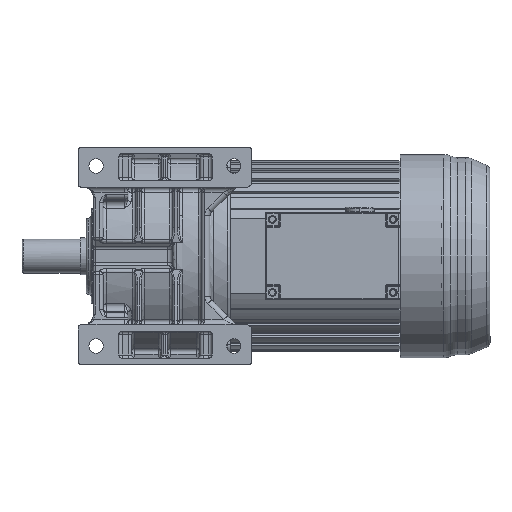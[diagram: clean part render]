
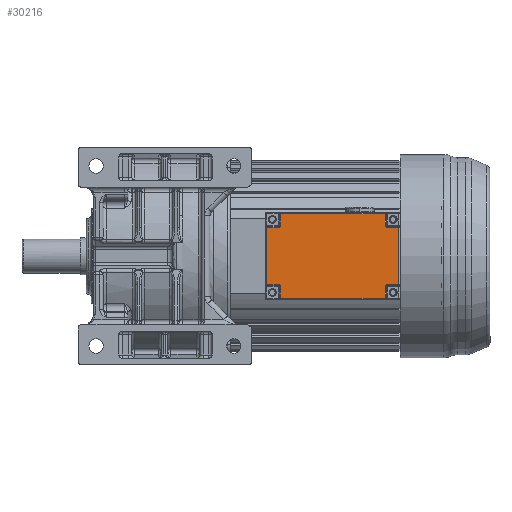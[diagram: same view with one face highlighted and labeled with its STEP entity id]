
A CAD part, top view. The second image highlights one B-rep face of the part: STEP entity #30216.
In plain terms, the highlighted face is planar.
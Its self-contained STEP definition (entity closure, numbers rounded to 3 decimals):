
#512 = ORIENTED_EDGE ( 'NONE', *, *, #57683, .T. ) ;
#1090 = VECTOR ( 'NONE', #101118, 1000. ) ;
#1271 = AXIS2_PLACEMENT_3D ( 'NONE', #103914, #14339, #50765 ) ;
#3236 = VERTEX_POINT ( 'NONE', #61852 ) ;
#3689 = CARTESIAN_POINT ( 'NONE',  ( 264., 29., -142.9 ) ) ;
#4324 = VECTOR ( 'NONE', #37763, 1000. ) ;
#4478 = CARTESIAN_POINT ( 'NONE',  ( 0., 40., -142.9 ) ) ;
#5060 = EDGE_CURVE ( 'NONE', #22884, #3236, #48105, .T. ) ;
#6935 = CARTESIAN_POINT ( 'NONE',  ( 0., 0., -142.9 ) ) ;
#7844 = DIRECTION ( 'NONE',  ( -1., 0., 0. ) ) ;
#8505 = DIRECTION ( 'NONE',  ( -1., 0., 0. ) ) ;
#9567 = CARTESIAN_POINT ( 'NONE',  ( 163., 41., -142.9 ) ) ;
#11691 = DIRECTION ( 'NONE',  ( -1., 0., 0. ) ) ;
#12273 = DIRECTION ( 'NONE',  ( 0., 1., 0. ) ) ;
#12732 = EDGE_CURVE ( 'NONE', #15727, #111484, #18464, .T. ) ;
#13962 = VERTEX_POINT ( 'NONE', #56344 ) ;
#14305 = CARTESIAN_POINT ( 'NONE',  ( 163., -28., -142.9 ) ) ;
#14339 = DIRECTION ( 'NONE',  ( 0., 0., -1. ) ) ;
#14550 = EDGE_CURVE ( 'NONE', #15727, #72534, #109949, .T. ) ;
#14893 = DIRECTION ( 'NONE',  ( 0., 1., 0. ) ) ;
#15069 = ORIENTED_EDGE ( 'NONE', *, *, #76469, .T. ) ;
#15727 = VERTEX_POINT ( 'NONE', #114082 ) ;
#16055 = VERTEX_POINT ( 'NONE', #42969 ) ;
#17902 = EDGE_CURVE ( 'NONE', #22884, #93357, #46041, .T. ) ;
#18117 = CARTESIAN_POINT ( 'NONE',  ( 150., -27., -142.9 ) ) ;
#18464 = LINE ( 'NONE', #47106, #59968 ) ;
#18642 = VERTEX_POINT ( 'NONE', #107012 ) ;
#20992 = CARTESIAN_POINT ( 'NONE',  ( 275., -28., -142.9 ) ) ;
#21203 = AXIS2_PLACEMENT_3D ( 'NONE', #49886, #112588, #11691 ) ;
#22884 = VERTEX_POINT ( 'NONE', #82648 ) ;
#23677 = FACE_OUTER_BOUND ( 'NONE', #87739, .T. ) ;
#25044 = LINE ( 'NONE', #14305, #27394 ) ;
#25461 = DIRECTION ( 'NONE',  ( 0., 0., -1. ) ) ;
#27394 = VECTOR ( 'NONE', #14893, 1000. ) ;
#28082 = DIRECTION ( 'NONE',  ( 0., 1., 0. ) ) ;
#30216 = ADVANCED_FACE ( 'NONE', ( #23677 ), #113856, .T. ) ;
#31356 = DIRECTION ( 'NONE',  ( 0., -1., 0. ) ) ;
#33301 = CARTESIAN_POINT ( 'NONE',  ( 264., -27., -142.9 ) ) ;
#34286 = ORIENTED_EDGE ( 'NONE', *, *, #47631, .T. ) ;
#36122 = ORIENTED_EDGE ( 'NONE', *, *, #12732, .T. ) ;
#36123 = CARTESIAN_POINT ( 'NONE',  ( 150., 27., -142.9 ) ) ;
#36976 = DIRECTION ( 'NONE',  ( -1., 0., 0. ) ) ;
#37763 = DIRECTION ( 'NONE',  ( 0., -1., 0. ) ) ;
#41223 = CARTESIAN_POINT ( 'NONE',  ( 163., 29., -142.9 ) ) ;
#42424 = CARTESIAN_POINT ( 'NONE',  ( 163., -29., -142.9 ) ) ;
#42969 = CARTESIAN_POINT ( 'NONE',  ( 163., -40., -142.9 ) ) ;
#43600 = ORIENTED_EDGE ( 'NONE', *, *, #89496, .F. ) ;
#46041 = CIRCLE ( 'NONE', #21203, 2. ) ;
#47106 = CARTESIAN_POINT ( 'NONE',  ( 149., -27., -142.9 ) ) ;
#47385 = CARTESIAN_POINT ( 'NONE',  ( 163., 40., -142.9 ) ) ;
#47631 = EDGE_CURVE ( 'NONE', #65254, #91492, #49861, .T. ) ;
#48105 = LINE ( 'NONE', #95201, #63423 ) ;
#48352 = ORIENTED_EDGE ( 'NONE', *, *, #5060, .T. ) ;
#49200 = VERTEX_POINT ( 'NONE', #106422 ) ;
#49861 = LINE ( 'NONE', #4478, #65181 ) ;
#49886 = CARTESIAN_POINT ( 'NONE',  ( 264., -29., -142.9 ) ) ;
#50765 = DIRECTION ( 'NONE',  ( -1., 0., 0. ) ) ;
#51007 = DIRECTION ( 'NONE',  ( 0., -1., 0. ) ) ;
#52815 = CIRCLE ( 'NONE', #64248, 2. ) ;
#53468 = ORIENTED_EDGE ( 'NONE', *, *, #14550, .F. ) ;
#53843 = CARTESIAN_POINT ( 'NONE',  ( 162., 27., -142.9 ) ) ;
#54657 = VECTOR ( 'NONE', #91704, 1000. ) ;
#54914 = AXIS2_PLACEMENT_3D ( 'NONE', #6935, #25461, #114425 ) ;
#54952 = LINE ( 'NONE', #9567, #100975 ) ;
#55927 = VERTEX_POINT ( 'NONE', #36123 ) ;
#56344 = CARTESIAN_POINT ( 'NONE',  ( 264., 27., -142.9 ) ) ;
#57683 = EDGE_CURVE ( 'NONE', #111484, #55927, #108627, .T. ) ;
#58604 = VERTEX_POINT ( 'NONE', #41223 ) ;
#59968 = VECTOR ( 'NONE', #36976, 1000. ) ;
#61852 = CARTESIAN_POINT ( 'NONE',  ( 262., -40., -142.9 ) ) ;
#62191 = DIRECTION ( 'NONE',  ( 0., 0., -1. ) ) ;
#62787 = LINE ( 'NONE', #53843, #89418 ) ;
#63423 = VECTOR ( 'NONE', #31356, 1000. ) ;
#64248 = AXIS2_PLACEMENT_3D ( 'NONE', #3689, #103392, #103982 ) ;
#64330 = EDGE_CURVE ( 'NONE', #58604, #102262, #95939, .T. ) ;
#64598 = EDGE_CURVE ( 'NONE', #16055, #72534, #25044, .T. ) ;
#65052 = ORIENTED_EDGE ( 'NONE', *, *, #64330, .F. ) ;
#65181 = VECTOR ( 'NONE', #113165, 1000. ) ;
#65254 = VERTEX_POINT ( 'NONE', #47385 ) ;
#65881 = CARTESIAN_POINT ( 'NONE',  ( 276., 27., -142.9 ) ) ;
#66614 = CARTESIAN_POINT ( 'NONE',  ( 150., 28., -142.9 ) ) ;
#68472 = VECTOR ( 'NONE', #12273, 1000. ) ;
#71196 = EDGE_CURVE ( 'NONE', #83766, #93357, #74381, .T. ) ;
#72534 = VERTEX_POINT ( 'NONE', #42424 ) ;
#73143 = AXIS2_PLACEMENT_3D ( 'NONE', #74075, #62191, #7844 ) ;
#74075 = CARTESIAN_POINT ( 'NONE',  ( 161., 29., -142.9 ) ) ;
#74381 = LINE ( 'NONE', #110825, #54657 ) ;
#75266 = VECTOR ( 'NONE', #51007, 1000. ) ;
#75313 = LINE ( 'NONE', #20992, #4324 ) ;
#76469 = EDGE_CURVE ( 'NONE', #58604, #65254, #54952, .T. ) ;
#77986 = ORIENTED_EDGE ( 'NONE', *, *, #17902, .F. ) ;
#79074 = ORIENTED_EDGE ( 'NONE', *, *, #98140, .T. ) ;
#79895 = EDGE_CURVE ( 'NONE', #3236, #16055, #98060, .T. ) ;
#81137 = EDGE_CURVE ( 'NONE', #49200, #83766, #75313, .T. ) ;
#82648 = CARTESIAN_POINT ( 'NONE',  ( 262., -29., -142.9 ) ) ;
#83197 = LINE ( 'NONE', #65881, #1090 ) ;
#83766 = VERTEX_POINT ( 'NONE', #89350 ) ;
#86291 = CARTESIAN_POINT ( 'NONE',  ( 161., 27., -142.9 ) ) ;
#87739 = EDGE_LOOP ( 'NONE', ( #108122, #101064, #77986, #48352, #95598, #105545, #53468, #36122, #512, #117212, #65052, #15069, #34286, #79074, #43600, #111505 ) ) ;
#88613 = CARTESIAN_POINT ( 'NONE',  ( 262., 40., -142.9 ) ) ;
#89350 = CARTESIAN_POINT ( 'NONE',  ( 275., -27., -142.9 ) ) ;
#89418 = VECTOR ( 'NONE', #90232, 1000. ) ;
#89496 = EDGE_CURVE ( 'NONE', #13962, #18642, #52815, .T. ) ;
#90232 = DIRECTION ( 'NONE',  ( 1., 0., 0. ) ) ;
#91492 = VERTEX_POINT ( 'NONE', #88613 ) ;
#91704 = DIRECTION ( 'NONE',  ( -1., 0., 0. ) ) ;
#91936 = EDGE_CURVE ( 'NONE', #55927, #102262, #62787, .T. ) ;
#93357 = VERTEX_POINT ( 'NONE', #33301 ) ;
#94592 = LINE ( 'NONE', #104158, #75266 ) ;
#95201 = CARTESIAN_POINT ( 'NONE',  ( 262., -41., -142.9 ) ) ;
#95598 = ORIENTED_EDGE ( 'NONE', *, *, #79895, .T. ) ;
#95939 = CIRCLE ( 'NONE', #73143, 2. ) ;
#98060 = LINE ( 'NONE', #108237, #109102 ) ;
#98140 = EDGE_CURVE ( 'NONE', #91492, #18642, #94592, .T. ) ;
#100975 = VECTOR ( 'NONE', #28082, 1000. ) ;
#101064 = ORIENTED_EDGE ( 'NONE', *, *, #71196, .T. ) ;
#101118 = DIRECTION ( 'NONE',  ( 1., 0., 0. ) ) ;
#102262 = VERTEX_POINT ( 'NONE', #86291 ) ;
#103392 = DIRECTION ( 'NONE',  ( 0., 0., -1. ) ) ;
#103914 = CARTESIAN_POINT ( 'NONE',  ( 161., -29., -142.9 ) ) ;
#103982 = DIRECTION ( 'NONE',  ( -1., 0., 0. ) ) ;
#104158 = CARTESIAN_POINT ( 'NONE',  ( 262., 28., -142.9 ) ) ;
#105545 = ORIENTED_EDGE ( 'NONE', *, *, #64598, .T. ) ;
#106422 = CARTESIAN_POINT ( 'NONE',  ( 275., 27., -142.9 ) ) ;
#107012 = CARTESIAN_POINT ( 'NONE',  ( 262., 29., -142.9 ) ) ;
#107872 = EDGE_CURVE ( 'NONE', #13962, #49200, #83197, .T. ) ;
#108122 = ORIENTED_EDGE ( 'NONE', *, *, #81137, .T. ) ;
#108237 = CARTESIAN_POINT ( 'NONE',  ( 0., -40., -142.9 ) ) ;
#108627 = LINE ( 'NONE', #66614, #68472 ) ;
#109102 = VECTOR ( 'NONE', #8505, 1000. ) ;
#109949 = CIRCLE ( 'NONE', #1271, 2. ) ;
#110825 = CARTESIAN_POINT ( 'NONE',  ( 263., -27., -142.9 ) ) ;
#111484 = VERTEX_POINT ( 'NONE', #18117 ) ;
#111505 = ORIENTED_EDGE ( 'NONE', *, *, #107872, .T. ) ;
#112588 = DIRECTION ( 'NONE',  ( 0., 0., -1. ) ) ;
#113165 = DIRECTION ( 'NONE',  ( 1., 0., 0. ) ) ;
#113856 = PLANE ( 'NONE',  #54914 ) ;
#114082 = CARTESIAN_POINT ( 'NONE',  ( 161., -27., -142.9 ) ) ;
#114425 = DIRECTION ( 'NONE',  ( 0., -1., 0. ) ) ;
#117212 = ORIENTED_EDGE ( 'NONE', *, *, #91936, .T. ) ;
